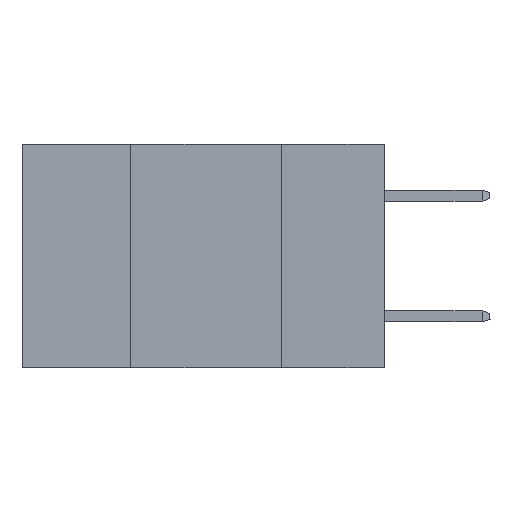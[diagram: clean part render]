
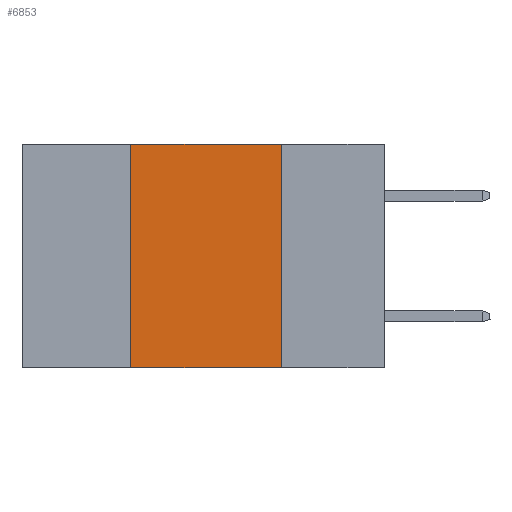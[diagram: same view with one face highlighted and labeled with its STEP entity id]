
A CAD part, left-side view. The second image highlights one B-rep face of the part: STEP entity #6853.
In plain terms, the highlighted planar face has unit normal (-1, 0, 0).
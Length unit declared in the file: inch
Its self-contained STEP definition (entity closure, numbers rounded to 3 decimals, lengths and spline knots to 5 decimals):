
#141 = LINE ( 'NONE', #9123, #274 ) ;
#169 = ORIENTED_EDGE ( 'NONE', *, *, #4694, .T. ) ;
#216 = DIRECTION ( 'NONE',  ( 0., 0., -1. ) ) ;
#222 = EDGE_LOOP ( 'NONE', ( #1961, #8090, #8426, #169 ) ) ;
#274 = VECTOR ( 'NONE', #8211, 39.37008 ) ;
#416 = AXIS2_PLACEMENT_3D ( 'NONE', #1899, #2930, #216 ) ;
#664 = VERTEX_POINT ( 'NONE', #9539 ) ;
#1004 = DIRECTION ( 'NONE',  ( 0., -1., 0. ) ) ;
#1151 = VERTEX_POINT ( 'NONE', #10673 ) ;
#1543 = DIRECTION ( 'NONE',  ( 0., 0., 1. ) ) ;
#1776 = VECTOR ( 'NONE', #1004, 39.37008 ) ;
#1899 = CARTESIAN_POINT ( 'NONE',  ( 0., 0.6, 0. ) ) ;
#1961 = ORIENTED_EDGE ( 'NONE', *, *, #4012, .F. ) ;
#2403 = CARTESIAN_POINT ( 'NONE',  ( 0., 0.42, -0.37 ) ) ;
#2526 = VECTOR ( 'NONE', #6778, 39.37008 ) ;
#2631 = FACE_OUTER_BOUND ( 'NONE', #222, .T. ) ;
#2930 = DIRECTION ( 'NONE',  ( 1., 0., 0. ) ) ;
#3079 = EDGE_CURVE ( 'NONE', #10308, #10819, #11153, .T. ) ;
#3213 = LINE ( 'NONE', #7515, #2526 ) ;
#3671 = CARTESIAN_POINT ( 'NONE',  ( 0., 0.6, 0. ) ) ;
#3803 = VECTOR ( 'NONE', #1543, 39.37008 ) ;
#4012 = EDGE_CURVE ( 'NONE', #664, #1151, #3213, .T. ) ;
#4694 = EDGE_CURVE ( 'NONE', #10308, #1151, #141, .T. ) ;
#5932 = EDGE_CURVE ( 'NONE', #10819, #664, #6507, .T. ) ;
#6507 = LINE ( 'NONE', #3671, #1776 ) ;
#6778 = DIRECTION ( 'NONE',  ( 0., 0., -1. ) ) ;
#6853 = ADVANCED_FACE ( 'NONE', ( #2631 ), #7359, .F. ) ;
#6950 = CARTESIAN_POINT ( 'NONE',  ( 0., 0.42, 0. ) ) ;
#7359 = PLANE ( 'NONE',  #416 ) ;
#7515 = CARTESIAN_POINT ( 'NONE',  ( 0., 0.17, -0.37 ) ) ;
#8090 = ORIENTED_EDGE ( 'NONE', *, *, #5932, .F. ) ;
#8211 = DIRECTION ( 'NONE',  ( 0., -1., 0. ) ) ;
#8426 = ORIENTED_EDGE ( 'NONE', *, *, #3079, .F. ) ;
#9123 = CARTESIAN_POINT ( 'NONE',  ( 0., 0.6, -0.37 ) ) ;
#9539 = CARTESIAN_POINT ( 'NONE',  ( 0., 0.17, 0. ) ) ;
#9650 = CARTESIAN_POINT ( 'NONE',  ( 0., 0.42, -0.37 ) ) ;
#10308 = VERTEX_POINT ( 'NONE', #9650 ) ;
#10673 = CARTESIAN_POINT ( 'NONE',  ( 0., 0.17, -0.37 ) ) ;
#10819 = VERTEX_POINT ( 'NONE', #6950 ) ;
#11153 = LINE ( 'NONE', #2403, #3803 ) ;
